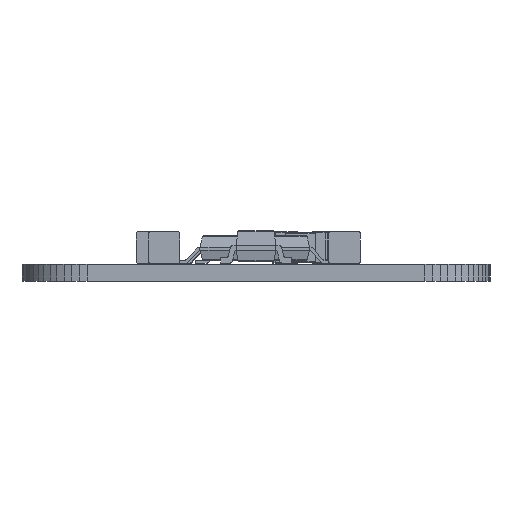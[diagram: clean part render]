
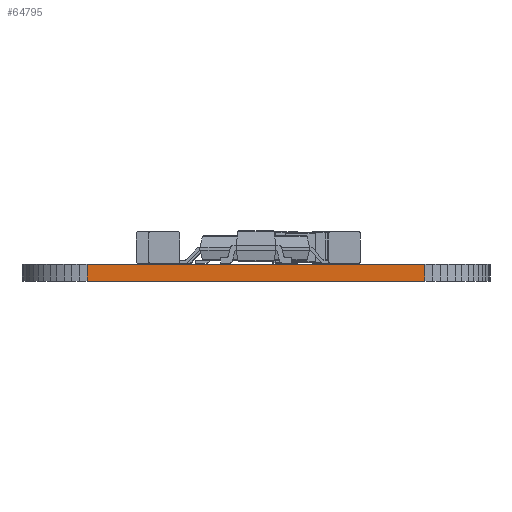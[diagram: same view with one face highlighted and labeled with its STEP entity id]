
A CAD part, front view. The second image highlights one B-rep face of the part: STEP entity #64795.
In plain terms, the highlighted planar face has unit normal (0, -1, 0).
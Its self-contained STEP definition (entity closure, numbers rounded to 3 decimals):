
#57084 = PLANE('',#57085);
#57085 = AXIS2_PLACEMENT_3D('',#57086,#57087,#57088);
#57086 = CARTESIAN_POINT('',(7.62,-23.95,0.68));
#57087 = DIRECTION('',(-0.,-0.,-1.));
#57088 = DIRECTION('',(-1.,0.,0.));
#57138 = PLANE('',#57139);
#57139 = AXIS2_PLACEMENT_3D('',#57140,#57141,#57142);
#57140 = CARTESIAN_POINT('',(7.62,-23.95,0.));
#57141 = DIRECTION('',(-0.,-0.,-1.));
#57142 = DIRECTION('',(-1.,0.,0.));
#57975 = VERTEX_POINT('',#57976);
#57976 = CARTESIAN_POINT('',(14.404,-50.874,0.));
#57990 = PLANE('',#57991);
#57991 = AXIS2_PLACEMENT_3D('',#57992,#57993,#57994);
#57992 = CARTESIAN_POINT('',(14.719,-50.855,0.));
#57993 = DIRECTION('',(0.06,-0.998,0.));
#57994 = DIRECTION('',(-0.998,-0.06,0.));
#58002 = EDGE_CURVE('',#57975,#58003,#58005,.T.);
#58003 = VERTEX_POINT('',#58004);
#58004 = CARTESIAN_POINT('',(0.836,-50.874,0.));
#58005 = SURFACE_CURVE('',#58006,(#58010,#58017),.PCURVE_S1.);
#58006 = LINE('',#58007,#58008);
#58007 = CARTESIAN_POINT('',(14.404,-50.874,0.));
#58008 = VECTOR('',#58009,1.);
#58009 = DIRECTION('',(-1.,0.,0.));
#58010 = PCURVE('',#57138,#58011);
#58011 = DEFINITIONAL_REPRESENTATION('',(#58012),#58016);
#58012 = LINE('',#58013,#58014);
#58013 = CARTESIAN_POINT('',(-6.784,-26.924));
#58014 = VECTOR('',#58015,1.);
#58015 = DIRECTION('',(1.,0.));
#58016 = ( GEOMETRIC_REPRESENTATION_CONTEXT(2) 
PARAMETRIC_REPRESENTATION_CONTEXT() REPRESENTATION_CONTEXT('2D SPACE',''
  ) );
#58017 = PCURVE('',#58018,#58023);
#58018 = PLANE('',#58019);
#58019 = AXIS2_PLACEMENT_3D('',#58020,#58021,#58022);
#58020 = CARTESIAN_POINT('',(14.404,-50.874,0.));
#58021 = DIRECTION('',(0.,-1.,0.));
#58022 = DIRECTION('',(-1.,0.,0.));
#58023 = DEFINITIONAL_REPRESENTATION('',(#58024),#58028);
#58024 = LINE('',#58025,#58026);
#58025 = CARTESIAN_POINT('',(0.,0.));
#58026 = VECTOR('',#58027,1.);
#58027 = DIRECTION('',(1.,0.));
#58028 = ( GEOMETRIC_REPRESENTATION_CONTEXT(2) 
PARAMETRIC_REPRESENTATION_CONTEXT() REPRESENTATION_CONTEXT('2D SPACE',''
  ) );
#58046 = PLANE('',#58047);
#58047 = AXIS2_PLACEMENT_3D('',#58048,#58049,#58050);
#58048 = CARTESIAN_POINT('',(0.836,-50.874,0.));
#58049 = DIRECTION('',(-0.06,-0.998,0.));
#58050 = DIRECTION('',(-0.998,0.06,0.));
#61186 = VERTEX_POINT('',#61187);
#61187 = CARTESIAN_POINT('',(14.404,-50.874,0.68));
#61208 = EDGE_CURVE('',#61186,#61209,#61211,.T.);
#61209 = VERTEX_POINT('',#61210);
#61210 = CARTESIAN_POINT('',(0.836,-50.874,0.68));
#61211 = SURFACE_CURVE('',#61212,(#61216,#61223),.PCURVE_S1.);
#61212 = LINE('',#61213,#61214);
#61213 = CARTESIAN_POINT('',(14.404,-50.874,0.68));
#61214 = VECTOR('',#61215,1.);
#61215 = DIRECTION('',(-1.,0.,0.));
#61216 = PCURVE('',#57084,#61217);
#61217 = DEFINITIONAL_REPRESENTATION('',(#61218),#61222);
#61218 = LINE('',#61219,#61220);
#61219 = CARTESIAN_POINT('',(-6.784,-26.924));
#61220 = VECTOR('',#61221,1.);
#61221 = DIRECTION('',(1.,0.));
#61222 = ( GEOMETRIC_REPRESENTATION_CONTEXT(2) 
PARAMETRIC_REPRESENTATION_CONTEXT() REPRESENTATION_CONTEXT('2D SPACE',''
  ) );
#61223 = PCURVE('',#58018,#61224);
#61224 = DEFINITIONAL_REPRESENTATION('',(#61225),#61229);
#61225 = LINE('',#61226,#61227);
#61226 = CARTESIAN_POINT('',(0.,-0.68));
#61227 = VECTOR('',#61228,1.);
#61228 = DIRECTION('',(1.,0.));
#61229 = ( GEOMETRIC_REPRESENTATION_CONTEXT(2) 
PARAMETRIC_REPRESENTATION_CONTEXT() REPRESENTATION_CONTEXT('2D SPACE',''
  ) );
#64747 = EDGE_CURVE('',#57975,#61186,#64748,.T.);
#64748 = SURFACE_CURVE('',#64749,(#64753,#64760),.PCURVE_S1.);
#64749 = LINE('',#64750,#64751);
#64750 = CARTESIAN_POINT('',(14.404,-50.874,0.));
#64751 = VECTOR('',#64752,1.);
#64752 = DIRECTION('',(0.,0.,1.));
#64753 = PCURVE('',#57990,#64754);
#64754 = DEFINITIONAL_REPRESENTATION('',(#64755),#64759);
#64755 = LINE('',#64756,#64757);
#64756 = CARTESIAN_POINT('',(0.316,0.));
#64757 = VECTOR('',#64758,1.);
#64758 = DIRECTION('',(0.,-1.));
#64759 = ( GEOMETRIC_REPRESENTATION_CONTEXT(2) 
PARAMETRIC_REPRESENTATION_CONTEXT() REPRESENTATION_CONTEXT('2D SPACE',''
  ) );
#64760 = PCURVE('',#58018,#64761);
#64761 = DEFINITIONAL_REPRESENTATION('',(#64762),#64766);
#64762 = LINE('',#64763,#64764);
#64763 = CARTESIAN_POINT('',(0.,0.));
#64764 = VECTOR('',#64765,1.);
#64765 = DIRECTION('',(0.,-1.));
#64766 = ( GEOMETRIC_REPRESENTATION_CONTEXT(2) 
PARAMETRIC_REPRESENTATION_CONTEXT() REPRESENTATION_CONTEXT('2D SPACE',''
  ) );
#64795 = ADVANCED_FACE('',(#64796),#58018,.T.);
#64796 = FACE_BOUND('',#64797,.T.);
#64797 = EDGE_LOOP('',(#64798,#64799,#64800,#64821));
#64798 = ORIENTED_EDGE('',*,*,#64747,.T.);
#64799 = ORIENTED_EDGE('',*,*,#61208,.T.);
#64800 = ORIENTED_EDGE('',*,*,#64801,.F.);
#64801 = EDGE_CURVE('',#58003,#61209,#64802,.T.);
#64802 = SURFACE_CURVE('',#64803,(#64807,#64814),.PCURVE_S1.);
#64803 = LINE('',#64804,#64805);
#64804 = CARTESIAN_POINT('',(0.836,-50.874,0.));
#64805 = VECTOR('',#64806,1.);
#64806 = DIRECTION('',(0.,0.,1.));
#64807 = PCURVE('',#58018,#64808);
#64808 = DEFINITIONAL_REPRESENTATION('',(#64809),#64813);
#64809 = LINE('',#64810,#64811);
#64810 = CARTESIAN_POINT('',(13.569,0.));
#64811 = VECTOR('',#64812,1.);
#64812 = DIRECTION('',(0.,-1.));
#64813 = ( GEOMETRIC_REPRESENTATION_CONTEXT(2) 
PARAMETRIC_REPRESENTATION_CONTEXT() REPRESENTATION_CONTEXT('2D SPACE',''
  ) );
#64814 = PCURVE('',#58046,#64815);
#64815 = DEFINITIONAL_REPRESENTATION('',(#64816),#64820);
#64816 = LINE('',#64817,#64818);
#64817 = CARTESIAN_POINT('',(0.,0.));
#64818 = VECTOR('',#64819,1.);
#64819 = DIRECTION('',(0.,-1.));
#64820 = ( GEOMETRIC_REPRESENTATION_CONTEXT(2) 
PARAMETRIC_REPRESENTATION_CONTEXT() REPRESENTATION_CONTEXT('2D SPACE',''
  ) );
#64821 = ORIENTED_EDGE('',*,*,#58002,.F.);
